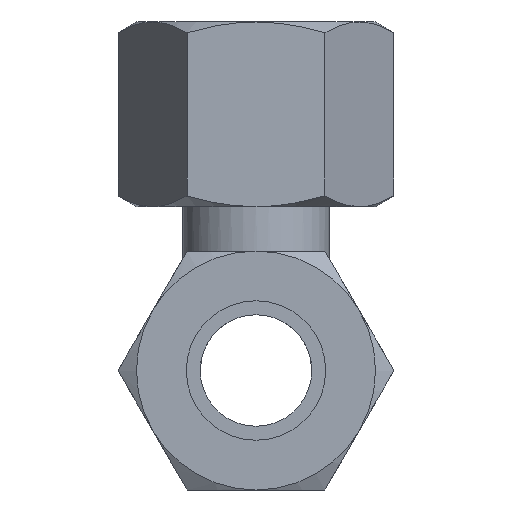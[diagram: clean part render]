
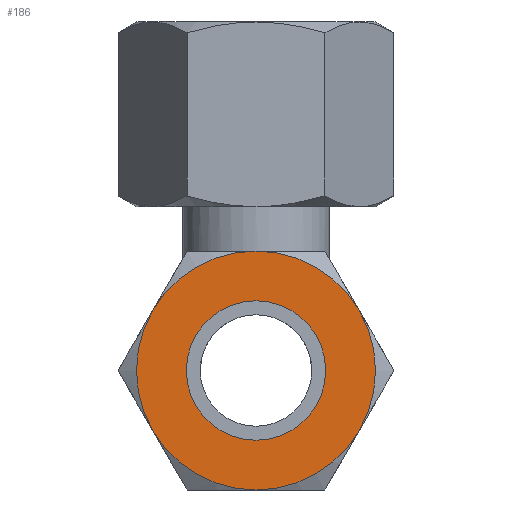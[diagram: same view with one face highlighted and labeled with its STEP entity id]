
A CAD part, left-side view. The second image highlights one B-rep face of the part: STEP entity #186.
In plain terms, the highlighted planar face has unit normal (-1, 0, 0).
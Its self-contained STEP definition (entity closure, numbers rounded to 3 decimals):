
#186=ADVANCED_FACE('NONE',(#407,#408),#409,.T.);
#407=FACE_OUTER_BOUND('',#660,.T.);
#408=FACE_BOUND('',#661,.T.);
#409=PLANE('',#662);
#660=EDGE_LOOP('',(#1122,#1123,#1124,#1125,#1126,#1127));
#661=EDGE_LOOP('',(#1128,#1129,#1130));
#662=AXIS2_PLACEMENT_3D('',#1131,#1132,#1133);
#1122=ORIENTED_EDGE('',*,*,#1531,.F.);
#1123=ORIENTED_EDGE('',*,*,#1636,.F.);
#1124=ORIENTED_EDGE('',*,*,#1637,.F.);
#1125=ORIENTED_EDGE('',*,*,#1638,.F.);
#1126=ORIENTED_EDGE('',*,*,#1639,.F.);
#1127=ORIENTED_EDGE('',*,*,#1640,.F.);
#1128=ORIENTED_EDGE('',*,*,#1633,.F.);
#1129=ORIENTED_EDGE('',*,*,#1632,.F.);
#1130=ORIENTED_EDGE('',*,*,#1641,.F.);
#1131=CARTESIAN_POINT('',(-35.0,0.0,0.0));
#1132=DIRECTION('',(-1.0,0.0,0.0));
#1133=DIRECTION('',(0.0,0.0,1.0));
#1531=EDGE_CURVE('NONE',#1842,#1843,#1844,.T.);
#1632=EDGE_CURVE('NONE',#1986,#1988,#1989,.T.);
#1633=EDGE_CURVE('NONE',#1988,#1990,#1991,.T.);
#1636=EDGE_CURVE('NONE',#1994,#1842,#1995,.T.);
#1637=EDGE_CURVE('NONE',#1996,#1994,#1997,.T.);
#1638=EDGE_CURVE('NONE',#1998,#1996,#1999,.T.);
#1639=EDGE_CURVE('NONE',#1914,#1998,#2000,.T.);
#1640=EDGE_CURVE('NONE',#1843,#1914,#2001,.T.);
#1641=EDGE_CURVE('NONE',#1990,#1986,#2002,.T.);
#1842=VERTEX_POINT('NONE',#2312);
#1843=VERTEX_POINT('NONE',#2313);
#1844=CIRCLE('',#2314,12.0);
#1914=VERTEX_POINT('NONE',#2512);
#1986=VERTEX_POINT('',#2728);
#1988=VERTEX_POINT('NONE',#2731);
#1989=CIRCLE('',#2732,7.0);
#1990=VERTEX_POINT('',#2733);
#1991=CIRCLE('',#2734,7.0);
#1994=VERTEX_POINT('NONE',#2738);
#1995=CIRCLE('',#2739,12.0);
#1996=VERTEX_POINT('NONE',#2740);
#1997=CIRCLE('',#2741,12.0);
#1998=VERTEX_POINT('NONE',#2742);
#1999=CIRCLE('',#2743,12.0);
#2000=CIRCLE('',#2744,12.0);
#2001=CIRCLE('',#2745,12.0);
#2002=CIRCLE('',#2746,7.0);
#2312=CARTESIAN_POINT('',(-35.0,0.,12.0));
#2313=CARTESIAN_POINT('',(-35.0,-10.392,6.0));
#2314=AXIS2_PLACEMENT_3D('',#3072,#3073,#3074);
#2512=CARTESIAN_POINT('',(-35.0,-10.392,-6.0));
#2728=CARTESIAN_POINT('',(-35.0,-7.0,0.));
#2731=CARTESIAN_POINT('',(-35.0,0.0,7.0));
#2732=AXIS2_PLACEMENT_3D('',#3137,#3138,#3139);
#2733=CARTESIAN_POINT('',(-35.0,7.0,0.));
#2734=AXIS2_PLACEMENT_3D('',#3140,#3141,#3142);
#2738=CARTESIAN_POINT('',(-35.0,10.392,6.0));
#2739=AXIS2_PLACEMENT_3D('',#3144,#3145,#3146);
#2740=CARTESIAN_POINT('',(-35.0,10.392,-6.0));
#2741=AXIS2_PLACEMENT_3D('',#3147,#3148,#3149);
#2742=CARTESIAN_POINT('',(-35.0,0.,-12.0));
#2743=AXIS2_PLACEMENT_3D('',#3150,#3151,#3152);
#2744=AXIS2_PLACEMENT_3D('',#3153,#3154,#3155);
#2745=AXIS2_PLACEMENT_3D('',#3156,#3157,#3158);
#2746=AXIS2_PLACEMENT_3D('',#3159,#3160,#3161);
#3072=CARTESIAN_POINT('',(-35.0,0.,0.));
#3073=DIRECTION('',(1.0,0.,0.0));
#3074=DIRECTION('',(0.0,0.0,1.0));
#3137=CARTESIAN_POINT('',(-35.0,0.0,0.0));
#3138=DIRECTION('',(-1.0,0.0,0.0));
#3139=DIRECTION('',(0.0,0.0,1.0));
#3140=CARTESIAN_POINT('',(-35.0,0.0,0.0));
#3141=DIRECTION('',(-1.0,0.0,0.0));
#3142=DIRECTION('',(0.0,0.0,1.0));
#3144=CARTESIAN_POINT('',(-35.0,0.,0.));
#3145=DIRECTION('',(1.0,0.,0.0));
#3146=DIRECTION('',(0.0,0.0,1.0));
#3147=CARTESIAN_POINT('',(-35.0,0.,0.));
#3148=DIRECTION('',(1.0,0.,0.0));
#3149=DIRECTION('',(0.0,0.0,1.0));
#3150=CARTESIAN_POINT('',(-35.0,0.,0.));
#3151=DIRECTION('',(1.0,0.,0.0));
#3152=DIRECTION('',(0.0,0.0,1.0));
#3153=CARTESIAN_POINT('',(-35.0,0.,0.));
#3154=DIRECTION('',(1.0,0.,0.0));
#3155=DIRECTION('',(0.0,0.0,1.0));
#3156=CARTESIAN_POINT('',(-35.0,0.,0.));
#3157=DIRECTION('',(1.0,0.,0.0));
#3158=DIRECTION('',(0.0,0.0,1.0));
#3159=CARTESIAN_POINT('',(-35.0,0.0,0.0));
#3160=DIRECTION('',(-1.0,0.0,0.0));
#3161=DIRECTION('',(0.0,0.0,1.0));
